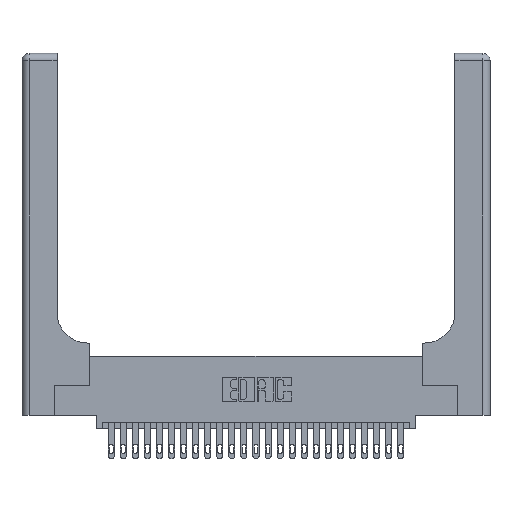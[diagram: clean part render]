
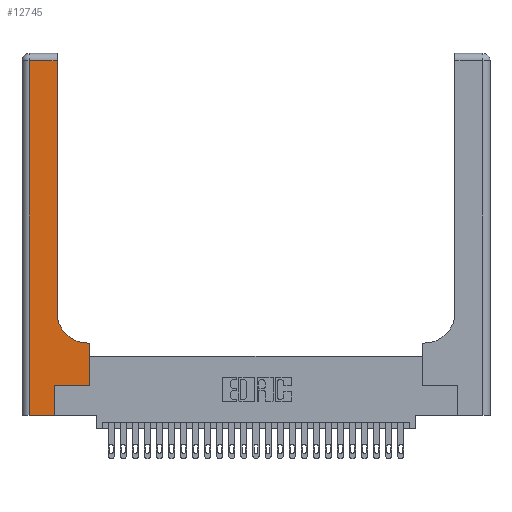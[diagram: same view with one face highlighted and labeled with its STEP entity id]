
A CAD part, top view. The second image highlights one B-rep face of the part: STEP entity #12745.
In plain terms, the highlighted planar face has unit normal (0, 0, 1).
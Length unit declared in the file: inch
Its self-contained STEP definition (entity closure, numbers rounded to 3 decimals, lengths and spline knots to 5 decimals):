
#2 = DIRECTION ( 'NONE',  ( 1., 0., 0. ) ) ;
#43 = DIRECTION ( 'NONE',  ( 0., 1., 0. ) ) ;
#214 = CARTESIAN_POINT ( 'NONE',  ( 0.06, 2.94, 0.37 ) ) ;
#326 = CARTESIAN_POINT ( 'NONE',  ( 0., 3., 0.37 ) ) ;
#811 = EDGE_CURVE ( 'NONE', #16580, #10294, #23736, .T. ) ;
#1257 = CIRCLE ( 'NONE', #26944, 0.25 ) ;
#2356 = VERTEX_POINT ( 'NONE', #214 ) ;
#2912 = EDGE_CURVE ( 'NONE', #26115, #23495, #10455, .T. ) ;
#4313 = CARTESIAN_POINT ( 'NONE',  ( 0.269, 0.25, 0.37 ) ) ;
#4496 = DIRECTION ( 'NONE',  ( 0., -1., 0. ) ) ;
#5069 = VECTOR ( 'NONE', #27055, 39.37008 ) ;
#6354 = DIRECTION ( 'NONE',  ( -1., 0., 0. ) ) ;
#6442 = PLANE ( 'NONE',  #18887 ) ;
#7178 = CARTESIAN_POINT ( 'NONE',  ( 0., 2.94, 0.37 ) ) ;
#7954 = LINE ( 'NONE', #7178, #26358 ) ;
#8108 = DIRECTION ( 'NONE',  ( 1., 0., 0. ) ) ;
#8292 = CARTESIAN_POINT ( 'NONE',  ( 0., 0., 0.37 ) ) ;
#9698 = DIRECTION ( 'NONE',  ( 0., 1., 0. ) ) ;
#9801 = VECTOR ( 'NONE', #16812, 39.37008 ) ;
#10294 = VERTEX_POINT ( 'NONE', #13359 ) ;
#10325 = CARTESIAN_POINT ( 'NONE',  ( 0.06, 0., 0.37 ) ) ;
#10455 = LINE ( 'NONE', #10463, #15430 ) ;
#10463 = CARTESIAN_POINT ( 'NONE',  ( 0.2915, 0.6, 0.37 ) ) ;
#11038 = LINE ( 'NONE', #19158, #25199 ) ;
#11078 = VERTEX_POINT ( 'NONE', #15846 ) ;
#12745 = ADVANCED_FACE ( 'NONE', ( #25282 ), #6442, .F. ) ;
#13359 = CARTESIAN_POINT ( 'NONE',  ( 0.2915, 2.94, 0.37 ) ) ;
#13445 = LINE ( 'NONE', #27158, #9801 ) ;
#13618 = EDGE_CURVE ( 'NONE', #23495, #16580, #1257, .T. ) ;
#14086 = VECTOR ( 'NONE', #43, 39.37008 ) ;
#14114 = VERTEX_POINT ( 'NONE', #4313 ) ;
#14238 = CARTESIAN_POINT ( 'NONE',  ( 0.5415, 0.85, 0.37 ) ) ;
#15006 = DIRECTION ( 'NONE',  ( 0., 0., -1. ) ) ;
#15430 = VECTOR ( 'NONE', #6354, 39.37008 ) ;
#15846 = CARTESIAN_POINT ( 'NONE',  ( 0.269, 0., 0.37 ) ) ;
#16381 = ORIENTED_EDGE ( 'NONE', *, *, #2912, .T. ) ;
#16580 = VERTEX_POINT ( 'NONE', #23174 ) ;
#16812 = DIRECTION ( 'NONE',  ( 0., 1., 0. ) ) ;
#17122 = DIRECTION ( 'NONE',  ( -1., 0., 0. ) ) ;
#17499 = EDGE_CURVE ( 'NONE', #10294, #2356, #7954, .T. ) ;
#17622 = CARTESIAN_POINT ( 'NONE',  ( 0.5415, 0.6, 0.37 ) ) ;
#18152 = VECTOR ( 'NONE', #9698, 39.37008 ) ;
#18887 = AXIS2_PLACEMENT_3D ( 'NONE', #326, #15006, #17122 ) ;
#19007 = EDGE_CURVE ( 'NONE', #22758, #11078, #26281, .T. ) ;
#19105 = CARTESIAN_POINT ( 'NONE',  ( 0.5585, 0.25, 0.37 ) ) ;
#19158 = CARTESIAN_POINT ( 'NONE',  ( 0.06, 3., 0.37 ) ) ;
#19368 = ORIENTED_EDGE ( 'NONE', *, *, #17499, .T. ) ;
#19953 = ORIENTED_EDGE ( 'NONE', *, *, #811, .T. ) ;
#20131 = ORIENTED_EDGE ( 'NONE', *, *, #20424, .T. ) ;
#20334 = LINE ( 'NONE', #21155, #14086 ) ;
#20381 = CARTESIAN_POINT ( 'NONE',  ( 0.5585, 0.6, 0.37 ) ) ;
#20424 = EDGE_CURVE ( 'NONE', #11078, #14114, #20334, .T. ) ;
#20520 = ORIENTED_EDGE ( 'NONE', *, *, #26201, .T. ) ;
#20831 = ORIENTED_EDGE ( 'NONE', *, *, #23293, .T. ) ;
#21155 = CARTESIAN_POINT ( 'NONE',  ( 0.269, 0., 0.37 ) ) ;
#21692 = EDGE_CURVE ( 'NONE', #2356, #22758, #11038, .T. ) ;
#21902 = LINE ( 'NONE', #27136, #5069 ) ;
#21912 = DIRECTION ( 'NONE',  ( -1., 0., 0. ) ) ;
#22758 = VERTEX_POINT ( 'NONE', #10325 ) ;
#23174 = CARTESIAN_POINT ( 'NONE',  ( 0.2915, 0.85, 0.37 ) ) ;
#23293 = EDGE_CURVE ( 'NONE', #23465, #26115, #13445, .T. ) ;
#23465 = VERTEX_POINT ( 'NONE', #19105 ) ;
#23495 = VERTEX_POINT ( 'NONE', #17622 ) ;
#23736 = LINE ( 'NONE', #26526, #18152 ) ;
#23864 = ORIENTED_EDGE ( 'NONE', *, *, #21692, .T. ) ;
#24437 = ORIENTED_EDGE ( 'NONE', *, *, #13618, .T. ) ;
#24455 = EDGE_LOOP ( 'NONE', ( #19953, #19368, #23864, #25916, #20131, #20520, #20831, #16381, #24437 ) ) ;
#24960 = DIRECTION ( 'NONE',  ( 0., 0., -1. ) ) ;
#25199 = VECTOR ( 'NONE', #4496, 39.37008 ) ;
#25282 = FACE_OUTER_BOUND ( 'NONE', #24455, .T. ) ;
#25916 = ORIENTED_EDGE ( 'NONE', *, *, #19007, .T. ) ;
#26115 = VERTEX_POINT ( 'NONE', #20381 ) ;
#26201 = EDGE_CURVE ( 'NONE', #14114, #23465, #21902, .T. ) ;
#26281 = LINE ( 'NONE', #8292, #26619 ) ;
#26358 = VECTOR ( 'NONE', #21912, 39.37008 ) ;
#26526 = CARTESIAN_POINT ( 'NONE',  ( 0.2915, 3., 0.37 ) ) ;
#26619 = VECTOR ( 'NONE', #8108, 39.37008 ) ;
#26944 = AXIS2_PLACEMENT_3D ( 'NONE', #14238, #24960, #2 ) ;
#27055 = DIRECTION ( 'NONE',  ( 1., 0., 0. ) ) ;
#27136 = CARTESIAN_POINT ( 'NONE',  ( 0.269, 0.25, 0.37 ) ) ;
#27158 = CARTESIAN_POINT ( 'NONE',  ( 0.5585, 0.25, 0.37 ) ) ;
